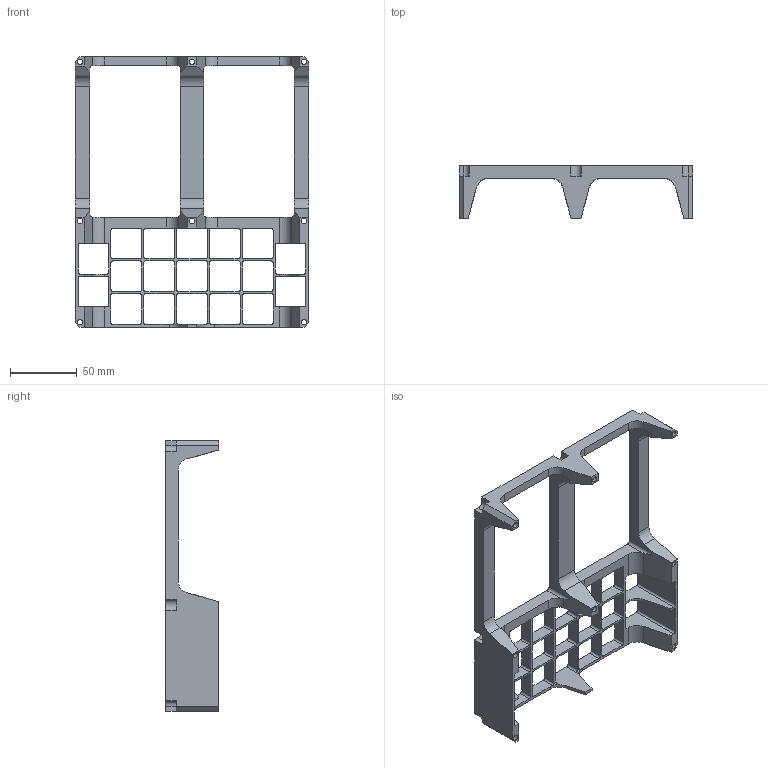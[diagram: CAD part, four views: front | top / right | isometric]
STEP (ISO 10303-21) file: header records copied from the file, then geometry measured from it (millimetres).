
FILE_DESCRIPTION(/* description */ (''),/* implementation_level */ '2;1');
FILE_NAME(/* name */ '2004929-exact-COVER, FRONT.step',/* time_stamp */ '2019-04-28T18:16:10-05:00',/* author */ (''),/* organization */ (''),/* preprocessor_version */ 'ST-DEVELOPER v18',/* originating_system */ 'Autodesk Translation Framework v8.2.0.1029',/* authorisation */ '');
FILE_SCHEMA (('AUTOMOTIVE_DESIGN { 1 0 10303 214 3 1 1 }'));
Length unit declared in the file: inch
Products named in the file (1): 2004929-exact-COVER, FRONT
Bounding box: 175.26 x 39.88 x 203.2 mm (x, y, z)
Volume: 142533.6 mm3; surface area: 72875.6 mm2
Topology: 1 solids, 1 shells, 272 faces, 843 edges, 562 vertices
Faces by surface type: plane 152, cylinder 120
Full cylindrical faces by diameter (mm): 4.115 x8, 8.255 x1
Entity records: 9636 total; most frequent: CARTESIAN_POINT 1760, ORIENTED_EDGE 1686, DIRECTION 1621, EDGE_CURVE 843, LINE 579, VECTOR 579, VERTEX_POINT 562, AXIS2_PLACEMENT_3D 521
